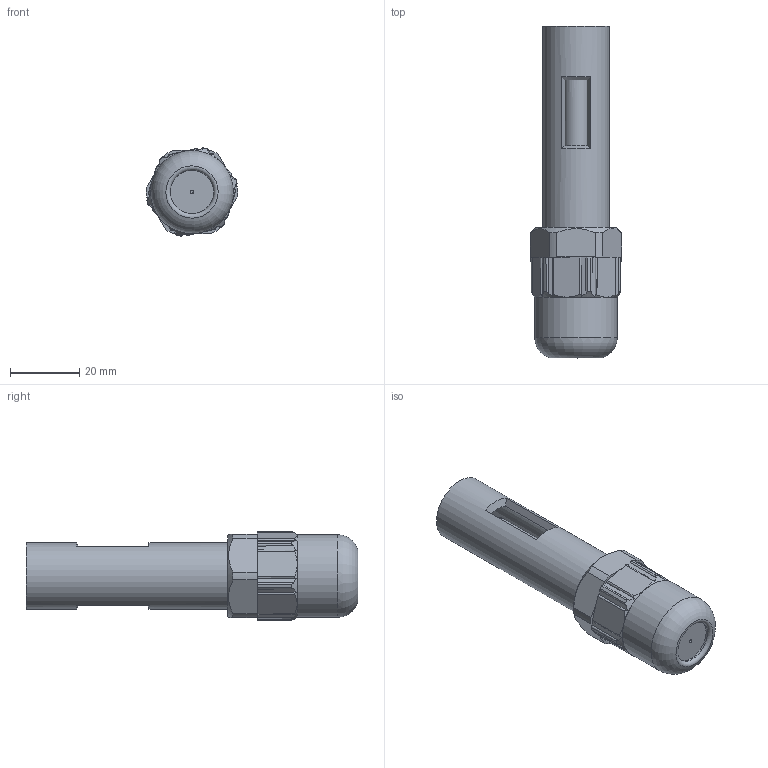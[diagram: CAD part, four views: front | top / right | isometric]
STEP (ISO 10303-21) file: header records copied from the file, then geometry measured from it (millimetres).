
FILE_DESCRIPTION(/* description */ ('Unknown'),/* implementation_level */ '2;1');
FILE_NAME(/* name */ 'STRUCTURE ASLY REV04',/* time_stamp */ '2025-05-06T16:24:48+06:00',/* author */ ('Unknown'),/* organization */ ('Unknown'),/* preprocessor_version */ 'ST-DEVELOPER v18.104',/* originating_system */ 'Solid Edge',/* authorisation */ 'Unknown');
FILE_SCHEMA (('PROCESS_PLANNING_SCHEMA','AUTOMOTIVE_DESIGN {1 0 10303 214 3 1 1}'));
Length unit declared in the file: millimetre
Products named in the file (1): STRUCTURE ASLY REV042
Bounding box: 26.39 x 95.54 x 25.53 mm (x, y, z)
Volume: 21838.8 mm3; surface area: 15344.2 mm2
Topology: 1 solids, 4 shells, 221 faces, 614 edges, 404 vertices
Faces by surface type: plane 74, cylinder 69, cone 51, bspline 17, torus 7, sphere 3
Full cylindrical faces by diameter (mm): 1 x1, 2 x3, 3.2 x2, 3.8 x1, 5 x2, 6.8 x1, 7 x4, 12.5 x1, 13 x1, 14.75 x1, 16 x1, 18.7 x1, 18.8 x7, 19 x3, 20.6 x8, 23.8 x1
Entity records: 13931 total; most frequent: CARTESIAN_POINT 7944, ORIENTED_EDGE 990, DIRECTION 836, EDGE_CURVE 495, AXIS2_PLACEMENT_3D 350, VERTEX_POINT 342, EDGE_LOOP 265, FACE_BOUND 265
